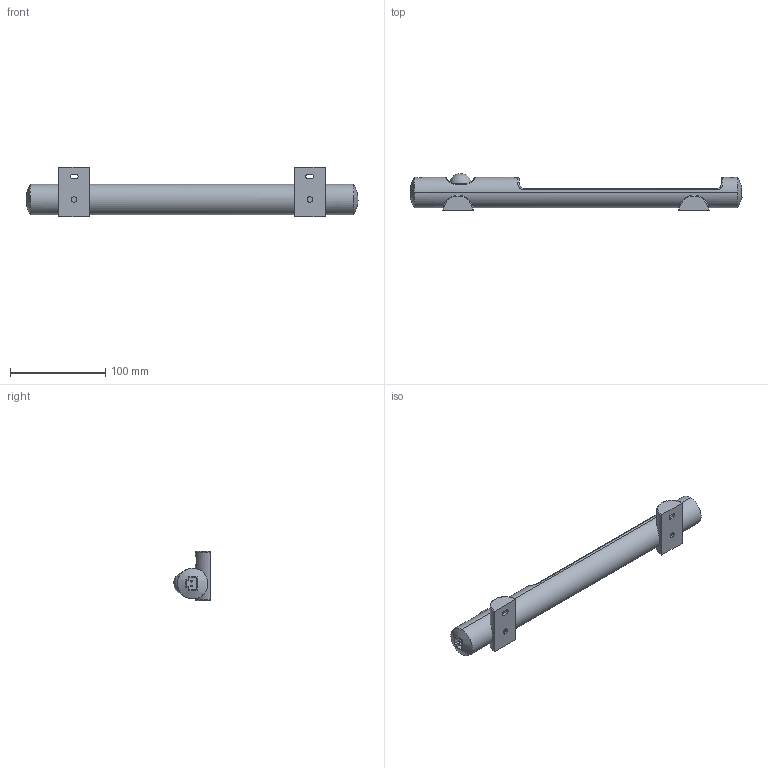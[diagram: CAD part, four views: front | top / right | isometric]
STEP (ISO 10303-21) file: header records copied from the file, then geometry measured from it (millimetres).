
FILE_DESCRIPTION (( 'STEP AP214' ), '1' );
FILE_NAME ('025410-01.STEP', '2014-06-25T16:05:55', ( '' ), ( '' ), 'SwSTEP 2.0', 'SolidWorks 2013', '' );
FILE_SCHEMA (( 'AUTOMOTIVE_DESIGN' ));
Length unit declared in the file: inch
Products named in the file (1): 025410-01
Bounding box: 349.35 x 38.99 x 51.94 mm (x, y, z)
Volume: 242050.4 mm3; surface area: 43168.1 mm2
Topology: 1 solids, 1 shells, 163 faces, 396 edges, 252 vertices
Faces by surface type: plane 90, cylinder 35, bspline 18, torus 10, cone 8, sphere 2
Entity records: 8074 total; most frequent: CARTESIAN_POINT 3408, ORIENTED_EDGE 784, DIRECTION 724, EDGE_CURVE 392, AXIS2_PLACEMENT_3D 258, VERTEX_POINT 250, VECTOR 208, LINE 208
